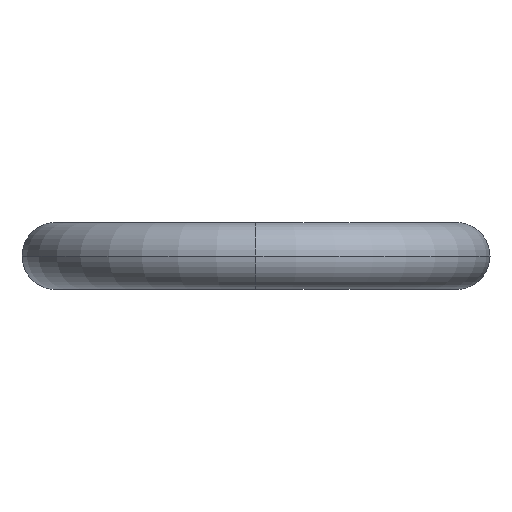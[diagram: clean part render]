
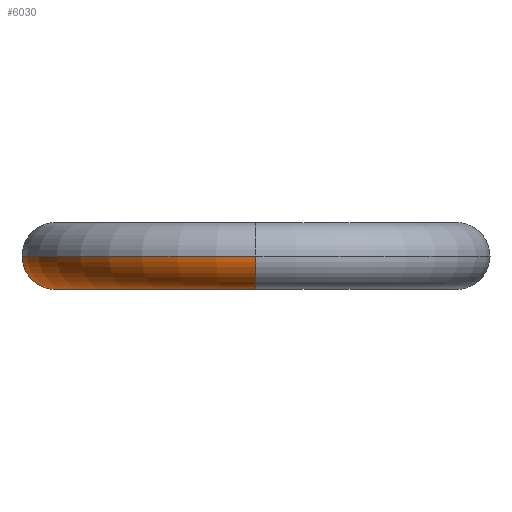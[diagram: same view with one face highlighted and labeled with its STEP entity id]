
A CAD part, left-side view. The second image highlights one B-rep face of the part: STEP entity #6030.
In plain terms, the highlighted toroidal (fillet/blend) face has major radius 9 mm and minor radius 1.5 mm.
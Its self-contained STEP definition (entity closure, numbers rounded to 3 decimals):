
#621 = AXIS2_PLACEMENT_3D ( 'NONE', #6680, #16176, #17372 ) ;
#1272 = AXIS2_PLACEMENT_3D ( 'NONE', #16042, #2402, #14736 ) ;
#1451 = DIRECTION ( 'NONE',  ( -1., 0., 0. ) ) ;
#1853 = DIRECTION ( 'NONE',  ( 0., -1., 0. ) ) ;
#2123 = VERTEX_POINT ( 'NONE', #12752 ) ;
#2402 = DIRECTION ( 'NONE',  ( 0., 0., -1. ) ) ;
#2665 = DIRECTION ( 'NONE',  ( 0., 0., -1. ) ) ;
#2728 = DIRECTION ( 'NONE',  ( -1., 0., 0. ) ) ;
#3055 = ORIENTED_EDGE ( 'NONE', *, *, #8730, .T. ) ;
#3252 = CARTESIAN_POINT ( 'NONE',  ( -66., 4.5, 0. ) ) ;
#3586 = CIRCLE ( 'NONE', #7959, 1.5 ) ;
#3832 = ORIENTED_EDGE ( 'NONE', *, *, #15328, .F. ) ;
#4392 = ORIENTED_EDGE ( 'NONE', *, *, #10419, .F. ) ;
#5455 = CARTESIAN_POINT ( 'NONE',  ( -57., 4.5, 0. ) ) ;
#5958 = CARTESIAN_POINT ( 'NONE',  ( -64.5, 4.5, 0. ) ) ;
#6030 = ADVANCED_FACE ( 'NONE', ( #13384 ), #10002, .T. ) ;
#6680 = CARTESIAN_POINT ( 'NONE',  ( -51.68, 11.759, 0. ) ) ;
#6816 = VERTEX_POINT ( 'NONE', #5958 ) ;
#7424 = ORIENTED_EDGE ( 'NONE', *, *, #8135, .T. ) ;
#7831 = CIRCLE ( 'NONE', #621, 1.5 ) ;
#7959 = AXIS2_PLACEMENT_3D ( 'NONE', #3252, #1853, #12617 ) ;
#8120 = CARTESIAN_POINT ( 'NONE',  ( -57., 4.5, 0. ) ) ;
#8135 = EDGE_CURVE ( 'NONE', #14361, #2123, #17405, .T. ) ;
#8163 = DIRECTION ( 'NONE',  ( 0., 0., -1. ) ) ;
#8730 = EDGE_CURVE ( 'NONE', #2123, #17264, #7831, .T. ) ;
#9246 = AXIS2_PLACEMENT_3D ( 'NONE', #5455, #8163, #1451 ) ;
#9963 = CARTESIAN_POINT ( 'NONE',  ( -67.5, 4.5, 0. ) ) ;
#10002 = TOROIDAL_SURFACE ( 'NONE', #9246, 9., 1.5 ) ;
#10419 = EDGE_CURVE ( 'NONE', #6816, #17264, #11454, .T. ) ;
#11454 = CIRCLE ( 'NONE', #13738, 7.5 ) ;
#12314 = EDGE_LOOP ( 'NONE', ( #3832, #7424, #3055, #4392 ) ) ;
#12617 = DIRECTION ( 'NONE',  ( 0., 0., -1. ) ) ;
#12752 = CARTESIAN_POINT ( 'NONE',  ( -50.794, 12.969, 0. ) ) ;
#13384 = FACE_OUTER_BOUND ( 'NONE', #12314, .T. ) ;
#13738 = AXIS2_PLACEMENT_3D ( 'NONE', #8120, #2665, #2728 ) ;
#14361 = VERTEX_POINT ( 'NONE', #9963 ) ;
#14736 = DIRECTION ( 'NONE',  ( -1., 0., 0. ) ) ;
#15328 = EDGE_CURVE ( 'NONE', #14361, #6816, #3586, .T. ) ;
#15575 = CARTESIAN_POINT ( 'NONE',  ( -52.567, 10.55, 0. ) ) ;
#16042 = CARTESIAN_POINT ( 'NONE',  ( -57., 4.5, 0. ) ) ;
#16176 = DIRECTION ( 'NONE',  ( -0.807, 0.591, 0. ) ) ;
#17264 = VERTEX_POINT ( 'NONE', #15575 ) ;
#17372 = DIRECTION ( 'NONE',  ( 0., 0., -1. ) ) ;
#17405 = CIRCLE ( 'NONE', #1272, 10.5 ) ;
